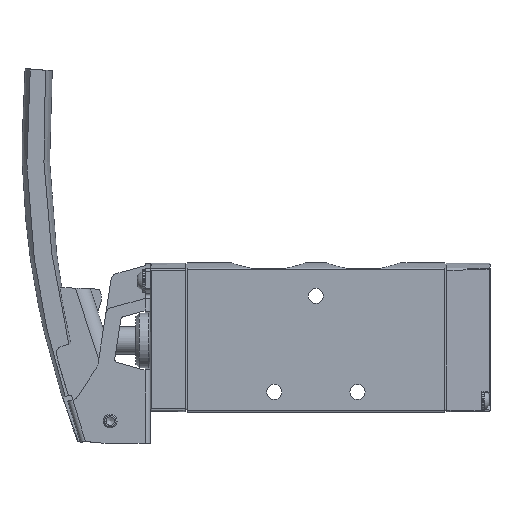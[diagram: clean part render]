
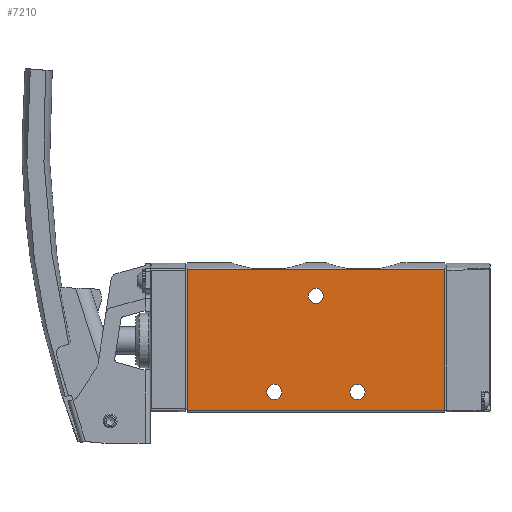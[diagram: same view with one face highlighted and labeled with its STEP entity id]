
A CAD part, left-side view. The second image highlights one B-rep face of the part: STEP entity #7210.
In plain terms, the highlighted face is planar.
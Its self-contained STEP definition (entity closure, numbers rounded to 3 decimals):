
#152=PLANE('',#7655);
#330=CIRCLE('',#7656,2.2);
#331=CIRCLE('',#7657,2.2);
#332=CIRCLE('',#7658,2.2);
#650=LINE('',#10274,#1060);
#696=LINE('',#10618,#1106);
#697=LINE('',#10628,#1107);
#698=LINE('',#10629,#1108);
#1060=VECTOR('',#8325,1000.);
#1106=VECTOR('',#8563,1000.);
#1107=VECTOR('',#8574,1000.);
#1108=VECTOR('',#8575,1000.);
#1690=ORIENTED_EDGE('',*,*,#3337,.F.);
#1691=ORIENTED_EDGE('',*,*,#3338,.F.);
#1692=ORIENTED_EDGE('',*,*,#3339,.F.);
#1693=ORIENTED_EDGE('',*,*,#3340,.T.);
#1694=ORIENTED_EDGE('',*,*,#3210,.F.);
#1695=ORIENTED_EDGE('',*,*,#3341,.F.);
#1696=ORIENTED_EDGE('',*,*,#3335,.T.);
#3210=EDGE_CURVE('',#4078,#4079,#650,.T.);
#3335=EDGE_CURVE('',#4167,#4166,#696,.T.);
#3337=EDGE_CURVE('',#4168,#4168,#330,.T.);
#3338=EDGE_CURVE('',#4169,#4169,#331,.T.);
#3339=EDGE_CURVE('',#4170,#4170,#332,.T.);
#3340=EDGE_CURVE('',#4166,#4079,#697,.T.);
#3341=EDGE_CURVE('',#4167,#4078,#698,.T.);
#4078=VERTEX_POINT('',#10273);
#4079=VERTEX_POINT('',#10275);
#4166=VERTEX_POINT('',#10617);
#4167=VERTEX_POINT('',#10619);
#4168=VERTEX_POINT('',#10623);
#4169=VERTEX_POINT('',#10625);
#4170=VERTEX_POINT('',#10627);
#4800=EDGE_LOOP('',(#1690));
#4801=EDGE_LOOP('',(#1691));
#4802=EDGE_LOOP('',(#1692));
#4803=EDGE_LOOP('',(#1693,#1694,#1695,#1696));
#5278=FACE_BOUND('',#4800,.T.);
#5279=FACE_BOUND('',#4801,.T.);
#5280=FACE_BOUND('',#4802,.T.);
#5281=FACE_BOUND('',#4803,.T.);
#7210=ADVANCED_FACE('',(#5278,#5279,#5280,#5281),#152,.F.);
#7655=AXIS2_PLACEMENT_3D('',#10621,#8566,#8567);
#7656=AXIS2_PLACEMENT_3D('',#10622,#8568,#8569);
#7657=AXIS2_PLACEMENT_3D('',#10624,#8570,#8571);
#7658=AXIS2_PLACEMENT_3D('',#10626,#8572,#8573);
#8325=DIRECTION('',(0.,-1.,0.));
#8563=DIRECTION('',(0.,-1.,0.));
#8566=DIRECTION('',(0.,0.,-1.));
#8567=DIRECTION('',(-1.,0.,0.));
#8568=DIRECTION('',(0.,0.,1.));
#8569=DIRECTION('',(1.,0.,0.));
#8570=DIRECTION('',(0.,0.,1.));
#8571=DIRECTION('',(1.,0.,0.));
#8572=DIRECTION('',(0.,0.,1.));
#8573=DIRECTION('',(1.,0.,0.));
#8574=DIRECTION('',(1.,0.,0.));
#8575=DIRECTION('',(1.,0.,0.));
#10273=CARTESIAN_POINT('',(20.644,75.2,10.));
#10274=CARTESIAN_POINT('',(20.644,75.2,10.));
#10275=CARTESIAN_POINT('',(20.644,0.,10.));
#10617=CARTESIAN_POINT('',(-20.5,0.,10.));
#10618=CARTESIAN_POINT('',(-20.5,75.2,10.));
#10619=CARTESIAN_POINT('',(-20.5,75.2,10.));
#10621=CARTESIAN_POINT('',(-20.5,75.2,10.));
#10622=CARTESIAN_POINT('',(13.,37.6,10.));
#10623=CARTESIAN_POINT('',(15.2,37.6,10.));
#10624=CARTESIAN_POINT('',(-15.,25.45,10.));
#10625=CARTESIAN_POINT('',(-12.8,25.45,10.));
#10626=CARTESIAN_POINT('',(-15.,49.75,10.));
#10627=CARTESIAN_POINT('',(-12.8,49.75,10.));
#10628=CARTESIAN_POINT('',(-20.5,0.,10.));
#10629=CARTESIAN_POINT('',(-20.5,75.2,10.));
